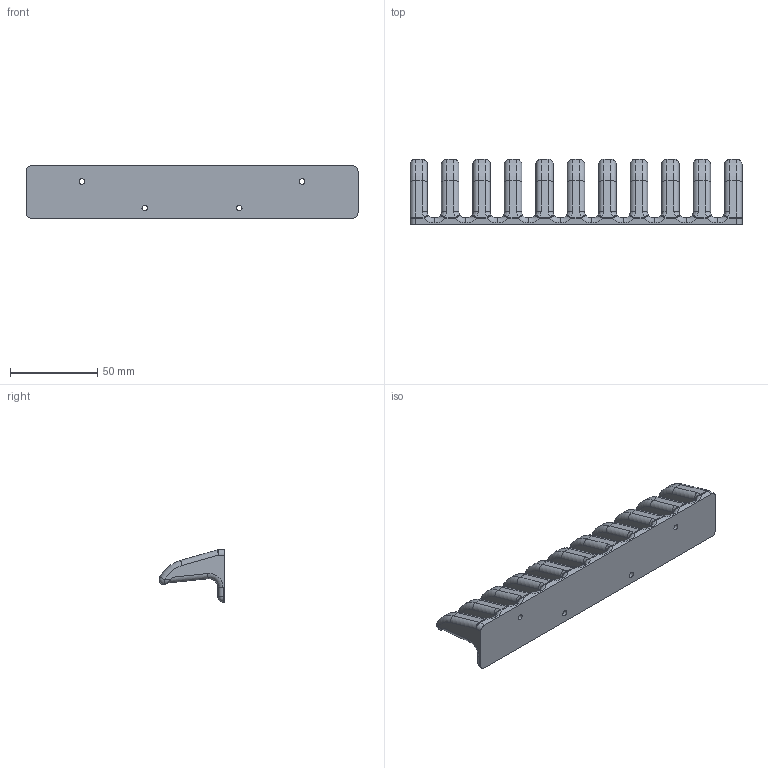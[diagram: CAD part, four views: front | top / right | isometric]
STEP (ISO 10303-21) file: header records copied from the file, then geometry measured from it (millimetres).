
FILE_DESCRIPTION(/* description */ (''),/* implementation_level */ '2;1');
FILE_NAME(/* name */ 'Cable Hanger.stp',/* time_stamp */ '2023-01-13T14:01:36Z',/* author */ ('dheard'),/* organization */ (''),/* preprocessor_version */ 'ST-DEVELOPER v19',/* originating_system */ 'Autodesk Inventor 2023',/* authorisation */ '');
FILE_SCHEMA (('AUTOMOTIVE_DESIGN { 1 0 10303 214 3 1 1 }'));
Length unit declared in the file: millimetre
Products named in the file (1): Cable Hanger
Bounding box: 190 x 37.55 x 30 mm (x, y, z)
Volume: 65901.6 mm3; surface area: 25863.7 mm2
Topology: 1 solids, 1 shells, 371 faces, 877 edges, 490 vertices
Faces by surface type: cylinder 145, plane 76, torus 64, sphere 46, bspline 40
Full cylindrical faces by diameter (mm): 3.242 x4, 5 x4
Entity records: 12289 total; most frequent: CARTESIAN_POINT 3864, DIRECTION 1863, ORIENTED_EDGE 1714, EDGE_CURVE 857, AXIS2_PLACEMENT_3D 770, VERTEX_POINT 490, EDGE_LOOP 381, CIRCLE 374
